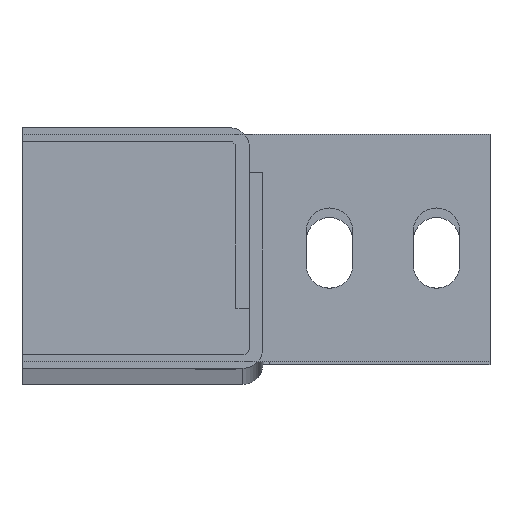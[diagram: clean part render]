
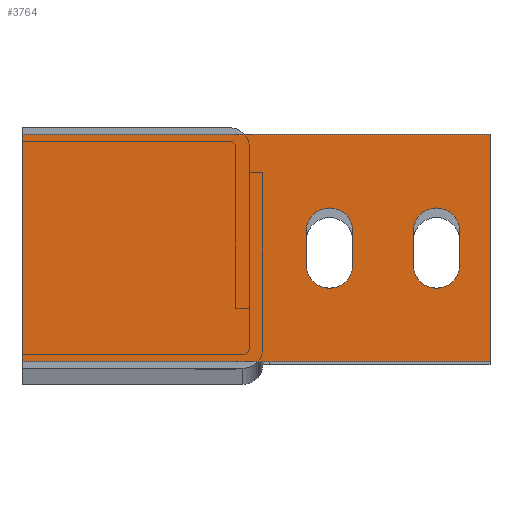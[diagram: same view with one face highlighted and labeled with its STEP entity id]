
A CAD part, top view. The second image highlights one B-rep face of the part: STEP entity #3764.
In plain terms, the highlighted planar face has unit normal (0, 0, 1).
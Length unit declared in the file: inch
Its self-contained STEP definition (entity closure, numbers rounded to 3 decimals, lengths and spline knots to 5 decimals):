
#26 = VERTEX_POINT ( 'NONE', #3377 ) ;
#115 = CARTESIAN_POINT ( 'NONE',  ( 0.9685, -0.9685, 86.063 ) ) ;
#222 = CIRCLE ( 'NONE', #5431, 0.2185 ) ;
#308 = LINE ( 'NONE', #1192, #2473 ) ;
#407 = CARTESIAN_POINT ( 'NONE',  ( -2.125, -0.0625, 86.063 ) ) ;
#491 = DIRECTION ( 'NONE',  ( 0., -1., 0. ) ) ;
#516 = DIRECTION ( 'NONE',  ( 0., 0., -1. ) ) ;
#557 = LINE ( 'NONE', #5303, #5320 ) ;
#569 = LINE ( 'NONE', #597, #1455 ) ;
#597 = CARTESIAN_POINT ( 'NONE',  ( 0.9685, -1.2815, 86.063 ) ) ;
#612 = EDGE_CURVE ( 'NONE', #1987, #2348, #1581, .T. ) ;
#613 = VERTEX_POINT ( 'NONE', #4953 ) ;
#657 = DIRECTION ( 'NONE',  ( 0., 1., 0. ) ) ;
#719 = EDGE_CURVE ( 'NONE', #2629, #2499, #308, .T. ) ;
#983 = VECTOR ( 'NONE', #5440, 39.37008 ) ;
#1001 = AXIS2_PLACEMENT_3D ( 'NONE', #4391, #516, #2639 ) ;
#1192 = CARTESIAN_POINT ( 'NONE',  ( 2.25, -0.0625, 86.063 ) ) ;
#1279 = ORIENTED_EDGE ( 'NONE', *, *, #2616, .T. ) ;
#1430 = FACE_BOUND ( 'NONE', #2606, .T. ) ;
#1455 = VECTOR ( 'NONE', #1884, 39.37008 ) ;
#1471 = ORIENTED_EDGE ( 'NONE', *, *, #1694, .T. ) ;
#1496 = DIRECTION ( 'NONE',  ( 0., 0., -1. ) ) ;
#1528 = EDGE_CURVE ( 'NONE', #4685, #4056, #1635, .T. ) ;
#1574 = CARTESIAN_POINT ( 'NONE',  ( -2.125, -2.1875, 86.063 ) ) ;
#1581 = LINE ( 'NONE', #2911, #983 ) ;
#1627 = CARTESIAN_POINT ( 'NONE',  ( 2.25, -0.0625, 86.063 ) ) ;
#1635 = LINE ( 'NONE', #1961, #4879 ) ;
#1677 = CARTESIAN_POINT ( 'NONE',  ( 0.5315, -1.2815, 86.063 ) ) ;
#1694 = EDGE_CURVE ( 'NONE', #4056, #2629, #557, .T. ) ;
#1748 = DIRECTION ( 'NONE',  ( 0., 0., -1. ) ) ;
#1760 = PLANE ( 'NONE',  #2512 ) ;
#1786 = DIRECTION ( 'NONE',  ( 0., 0., 1. ) ) ;
#1884 = DIRECTION ( 'NONE',  ( 0., -1., 0. ) ) ;
#1939 = LINE ( 'NONE', #2378, #3356 ) ;
#1961 = CARTESIAN_POINT ( 'NONE',  ( -2.125, -2.1875, 86.063 ) ) ;
#1987 = VERTEX_POINT ( 'NONE', #1677 ) ;
#2095 = CARTESIAN_POINT ( 'NONE',  ( -2.125, -0.0625, 86.063 ) ) ;
#2123 = LINE ( 'NONE', #2095, #2600 ) ;
#2169 = CARTESIAN_POINT ( 'NONE',  ( 0.75, -1.2815, 86.063 ) ) ;
#2229 = EDGE_CURVE ( 'NONE', #2373, #4013, #2923, .T. ) ;
#2277 = DIRECTION ( 'NONE',  ( 0., -1., 0. ) ) ;
#2285 = ORIENTED_EDGE ( 'NONE', *, *, #1528, .T. ) ;
#2340 = ORIENTED_EDGE ( 'NONE', *, *, #3989, .T. ) ;
#2348 = VERTEX_POINT ( 'NONE', #4557 ) ;
#2373 = VERTEX_POINT ( 'NONE', #4066 ) ;
#2378 = CARTESIAN_POINT ( 'NONE',  ( 1.5315, -1.2815, 86.063 ) ) ;
#2456 = EDGE_CURVE ( 'NONE', #26, #1987, #2822, .T. ) ;
#2473 = VECTOR ( 'NONE', #4619, 39.37008 ) ;
#2499 = VERTEX_POINT ( 'NONE', #407 ) ;
#2512 = AXIS2_PLACEMENT_3D ( 'NONE', #5217, #1786, #5169 ) ;
#2577 = AXIS2_PLACEMENT_3D ( 'NONE', #2169, #1748, #491 ) ;
#2600 = VECTOR ( 'NONE', #3781, 39.37008 ) ;
#2606 = EDGE_LOOP ( 'NONE', ( #4326, #3265, #5436, #3100 ) ) ;
#2616 = EDGE_CURVE ( 'NONE', #613, #5008, #222, .T. ) ;
#2629 = VERTEX_POINT ( 'NONE', #1627 ) ;
#2639 = DIRECTION ( 'NONE',  ( 0., -1., 0. ) ) ;
#2660 = ORIENTED_EDGE ( 'NONE', *, *, #4985, .T. ) ;
#2677 = LINE ( 'NONE', #5251, #2759 ) ;
#2759 = VECTOR ( 'NONE', #2277, 39.37008 ) ;
#2822 = CIRCLE ( 'NONE', #2577, 0.2185 ) ;
#2911 = CARTESIAN_POINT ( 'NONE',  ( 0.5315, -1.2815, 86.063 ) ) ;
#2923 = CIRCLE ( 'NONE', #1001, 0.2185 ) ;
#2945 = CIRCLE ( 'NONE', #3558, 0.2185 ) ;
#3047 = ORIENTED_EDGE ( 'NONE', *, *, #2229, .T. ) ;
#3100 = ORIENTED_EDGE ( 'NONE', *, *, #3399, .T. ) ;
#3265 = ORIENTED_EDGE ( 'NONE', *, *, #612, .T. ) ;
#3356 = VECTOR ( 'NONE', #657, 39.37008 ) ;
#3365 = ORIENTED_EDGE ( 'NONE', *, *, #719, .T. ) ;
#3370 = EDGE_CURVE ( 'NONE', #2348, #4910, #2945, .T. ) ;
#3377 = CARTESIAN_POINT ( 'NONE',  ( 0.9685, -1.2815, 86.063 ) ) ;
#3381 = EDGE_LOOP ( 'NONE', ( #3047, #2660, #1279, #4926 ) ) ;
#3399 = EDGE_CURVE ( 'NONE', #4910, #26, #569, .T. ) ;
#3431 = FACE_OUTER_BOUND ( 'NONE', #4192, .T. ) ;
#3481 = DIRECTION ( 'NONE',  ( 0., 0., -1. ) ) ;
#3558 = AXIS2_PLACEMENT_3D ( 'NONE', #3979, #3481, #4819 ) ;
#3578 = DIRECTION ( 'NONE',  ( 0., 1., 0. ) ) ;
#3764 = ADVANCED_FACE ( 'NONE', ( #3431, #1430, #4731 ), #1760, .T. ) ;
#3781 = DIRECTION ( 'NONE',  ( 0., -1., 0. ) ) ;
#3821 = EDGE_CURVE ( 'NONE', #5008, #2373, #2677, .T. ) ;
#3979 = CARTESIAN_POINT ( 'NONE',  ( 0.75, -0.9685, 86.063 ) ) ;
#3989 = EDGE_CURVE ( 'NONE', #2499, #4685, #2123, .T. ) ;
#4013 = VERTEX_POINT ( 'NONE', #4644 ) ;
#4056 = VERTEX_POINT ( 'NONE', #5130 ) ;
#4066 = CARTESIAN_POINT ( 'NONE',  ( 1.9685, -1.2815, 86.063 ) ) ;
#4192 = EDGE_LOOP ( 'NONE', ( #2340, #2285, #1471, #3365 ) ) ;
#4326 = ORIENTED_EDGE ( 'NONE', *, *, #2456, .T. ) ;
#4391 = CARTESIAN_POINT ( 'NONE',  ( 1.75, -1.2815, 86.063 ) ) ;
#4405 = CARTESIAN_POINT ( 'NONE',  ( 1.75, -0.9685, 86.063 ) ) ;
#4528 = CARTESIAN_POINT ( 'NONE',  ( 1.9685, -0.9685, 86.063 ) ) ;
#4557 = CARTESIAN_POINT ( 'NONE',  ( 0.5315, -0.9685, 86.063 ) ) ;
#4619 = DIRECTION ( 'NONE',  ( -1., 0., 0. ) ) ;
#4644 = CARTESIAN_POINT ( 'NONE',  ( 1.5315, -1.2815, 86.063 ) ) ;
#4685 = VERTEX_POINT ( 'NONE', #1574 ) ;
#4731 = FACE_BOUND ( 'NONE', #3381, .T. ) ;
#4819 = DIRECTION ( 'NONE',  ( 0., -1., 0. ) ) ;
#4879 = VECTOR ( 'NONE', #5016, 39.37008 ) ;
#4896 = DIRECTION ( 'NONE',  ( 0., -1., 0. ) ) ;
#4910 = VERTEX_POINT ( 'NONE', #115 ) ;
#4926 = ORIENTED_EDGE ( 'NONE', *, *, #3821, .T. ) ;
#4953 = CARTESIAN_POINT ( 'NONE',  ( 1.5315, -0.9685, 86.063 ) ) ;
#4985 = EDGE_CURVE ( 'NONE', #4013, #613, #1939, .T. ) ;
#5008 = VERTEX_POINT ( 'NONE', #4528 ) ;
#5016 = DIRECTION ( 'NONE',  ( 1., 0., 0. ) ) ;
#5130 = CARTESIAN_POINT ( 'NONE',  ( 2.25, -2.1875, 86.063 ) ) ;
#5169 = DIRECTION ( 'NONE',  ( 0., -1., 0. ) ) ;
#5217 = CARTESIAN_POINT ( 'NONE',  ( 2.25, -0.0625, 86.063 ) ) ;
#5251 = CARTESIAN_POINT ( 'NONE',  ( 1.9685, -1.2815, 86.063 ) ) ;
#5303 = CARTESIAN_POINT ( 'NONE',  ( 2.25, -2.1875, 86.063 ) ) ;
#5320 = VECTOR ( 'NONE', #3578, 39.37008 ) ;
#5431 = AXIS2_PLACEMENT_3D ( 'NONE', #4405, #1496, #4896 ) ;
#5436 = ORIENTED_EDGE ( 'NONE', *, *, #3370, .T. ) ;
#5440 = DIRECTION ( 'NONE',  ( 0., 1., 0. ) ) ;
